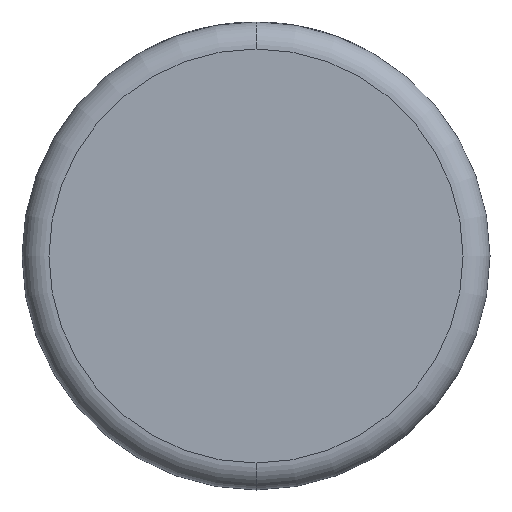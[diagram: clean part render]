
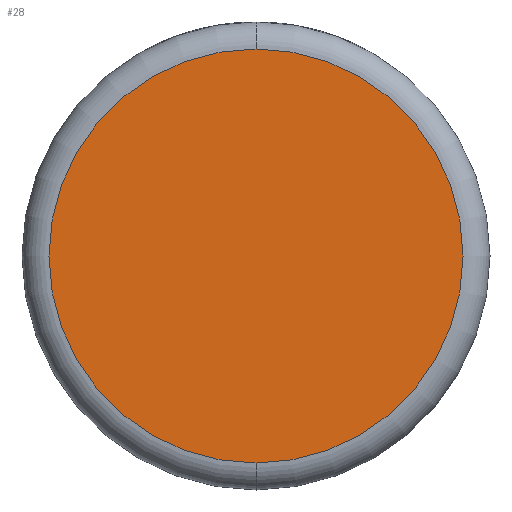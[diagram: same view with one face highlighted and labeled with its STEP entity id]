
A CAD part, front view. The second image highlights one B-rep face of the part: STEP entity #28.
In plain terms, the highlighted planar face has unit normal (0, -1, 0).
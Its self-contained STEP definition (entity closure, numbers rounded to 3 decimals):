
#28 = ADVANCED_FACE ( 'NONE', ( #893 ), #2752, .F. ) ;
#886 = AXIS2_PLACEMENT_3D ( 'NONE', #3498, #1301, #4264 ) ;
#893 = FACE_OUTER_BOUND ( 'NONE', #3979, .T. ) ;
#1065 = ORIENTED_EDGE ( 'NONE', *, *, #2261, .T. ) ;
#1301 = DIRECTION ( 'NONE',  ( 0., 1., 0. ) ) ;
#1794 = CARTESIAN_POINT ( 'NONE',  ( 0., 0., 0. ) ) ;
#1814 = ORIENTED_EDGE ( 'NONE', *, *, #1967, .T. ) ;
#1827 = CIRCLE ( 'NONE', #3857, 18.138 ) ;
#1855 = DIRECTION ( 'NONE',  ( 0., 0., 1. ) ) ;
#1967 = EDGE_CURVE ( 'NONE', #2886, #2832, #1827, .T. ) ;
#2127 = DIRECTION ( 'NONE',  ( 0., -1., 0. ) ) ;
#2261 = EDGE_CURVE ( 'NONE', #2832, #2886, #3914, .T. ) ;
#2752 = PLANE ( 'NONE',  #886 ) ;
#2832 = VERTEX_POINT ( 'NONE', #3554 ) ;
#2886 = VERTEX_POINT ( 'NONE', #3237 ) ;
#3237 = CARTESIAN_POINT ( 'NONE',  ( 0., 0., -18.138 ) ) ;
#3323 = DIRECTION ( 'NONE',  ( 0., -1., 0. ) ) ;
#3498 = CARTESIAN_POINT ( 'NONE',  ( 0., 0., 0. ) ) ;
#3554 = CARTESIAN_POINT ( 'NONE',  ( 0., 0., 18.138 ) ) ;
#3857 = AXIS2_PLACEMENT_3D ( 'NONE', #1794, #2127, #4382 ) ;
#3914 = CIRCLE ( 'NONE', #4759, 18.138 ) ;
#3979 = EDGE_LOOP ( 'NONE', ( #1065, #1814 ) ) ;
#4086 = CARTESIAN_POINT ( 'NONE',  ( 0., 0., 0. ) ) ;
#4264 = DIRECTION ( 'NONE',  ( 0., 0., 1. ) ) ;
#4382 = DIRECTION ( 'NONE',  ( 0., 0., 1. ) ) ;
#4759 = AXIS2_PLACEMENT_3D ( 'NONE', #4086, #3323, #1855 ) ;
